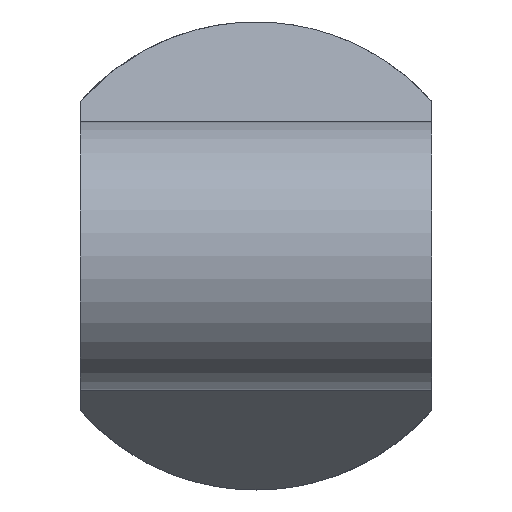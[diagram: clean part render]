
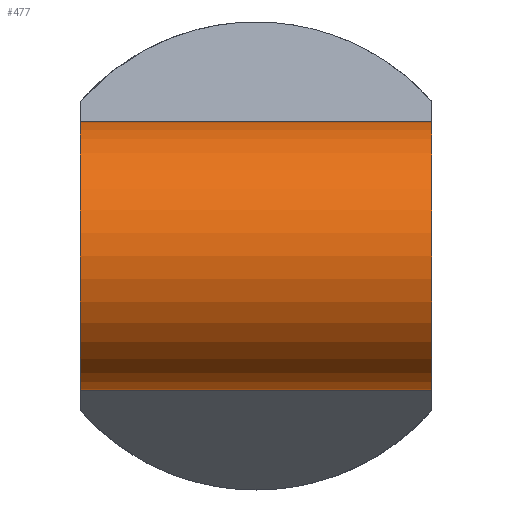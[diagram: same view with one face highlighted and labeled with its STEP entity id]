
A CAD part, front view. The second image highlights one B-rep face of the part: STEP entity #477.
In plain terms, the highlighted cylindrical face has radius 2.3 mm (diameter 4.6 mm), a partial arc.
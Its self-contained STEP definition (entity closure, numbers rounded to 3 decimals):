
#9 = ORIENTED_EDGE ( 'NONE', *, *, #289, .F. ) ;
#22 = CARTESIAN_POINT ( 'NONE',  ( 3., 2.64, -2.3 ) ) ;
#31 = DIRECTION ( 'NONE',  ( 0., 0., -1. ) ) ;
#44 = EDGE_CURVE ( 'NONE', #310, #519, #540, .T. ) ;
#79 = CARTESIAN_POINT ( 'NONE',  ( -3., 2.64, 0. ) ) ;
#83 = AXIS2_PLACEMENT_3D ( 'NONE', #246, #654, #86 ) ;
#86 = DIRECTION ( 'NONE',  ( 0., 0., -1. ) ) ;
#109 = CIRCLE ( 'NONE', #83, 2.3 ) ;
#122 = CARTESIAN_POINT ( 'NONE',  ( 3., 2.64, 0. ) ) ;
#148 = VECTOR ( 'NONE', #423, 1000. ) ;
#156 = CARTESIAN_POINT ( 'NONE',  ( 3., 2.64, 2.3 ) ) ;
#163 = EDGE_CURVE ( 'NONE', #629, #391, #109, .T. ) ;
#208 = LINE ( 'NONE', #514, #148 ) ;
#216 = CARTESIAN_POINT ( 'NONE',  ( -3., 2.64, 2.3 ) ) ;
#236 = CARTESIAN_POINT ( 'NONE',  ( -3., 2.64, -2.3 ) ) ;
#246 = CARTESIAN_POINT ( 'NONE',  ( -3., 2.64, 0. ) ) ;
#252 = ORIENTED_EDGE ( 'NONE', *, *, #44, .F. ) ;
#275 = ORIENTED_EDGE ( 'NONE', *, *, #163, .F. ) ;
#278 = AXIS2_PLACEMENT_3D ( 'NONE', #79, #499, #31 ) ;
#289 = EDGE_CURVE ( 'NONE', #391, #310, #208, .T. ) ;
#310 = VERTEX_POINT ( 'NONE', #156 ) ;
#369 = AXIS2_PLACEMENT_3D ( 'NONE', #122, #417, #469 ) ;
#379 = VECTOR ( 'NONE', #384, 1000. ) ;
#382 = FACE_OUTER_BOUND ( 'NONE', #554, .T. ) ;
#384 = DIRECTION ( 'NONE',  ( 1., 0., 0. ) ) ;
#391 = VERTEX_POINT ( 'NONE', #216 ) ;
#417 = DIRECTION ( 'NONE',  ( 1., 0., 0. ) ) ;
#423 = DIRECTION ( 'NONE',  ( 1., 0., 0. ) ) ;
#457 = ORIENTED_EDGE ( 'NONE', *, *, #482, .T. ) ;
#469 = DIRECTION ( 'NONE',  ( 0., 0., -1. ) ) ;
#477 = ADVANCED_FACE ( 'NONE', ( #382 ), #658, .T. ) ;
#482 = EDGE_CURVE ( 'NONE', #629, #519, #645, .T. ) ;
#499 = DIRECTION ( 'NONE',  ( 1., 0., 0. ) ) ;
#514 = CARTESIAN_POINT ( 'NONE',  ( -3., 2.64, 2.3 ) ) ;
#519 = VERTEX_POINT ( 'NONE', #22 ) ;
#540 = CIRCLE ( 'NONE', #369, 2.3 ) ;
#554 = EDGE_LOOP ( 'NONE', ( #9, #275, #457, #252 ) ) ;
#562 = CARTESIAN_POINT ( 'NONE',  ( -3., 2.64, -2.3 ) ) ;
#629 = VERTEX_POINT ( 'NONE', #562 ) ;
#645 = LINE ( 'NONE', #236, #379 ) ;
#654 = DIRECTION ( 'NONE',  ( -1., 0., 0. ) ) ;
#658 = CYLINDRICAL_SURFACE ( 'NONE', #278, 2.3 ) ;
